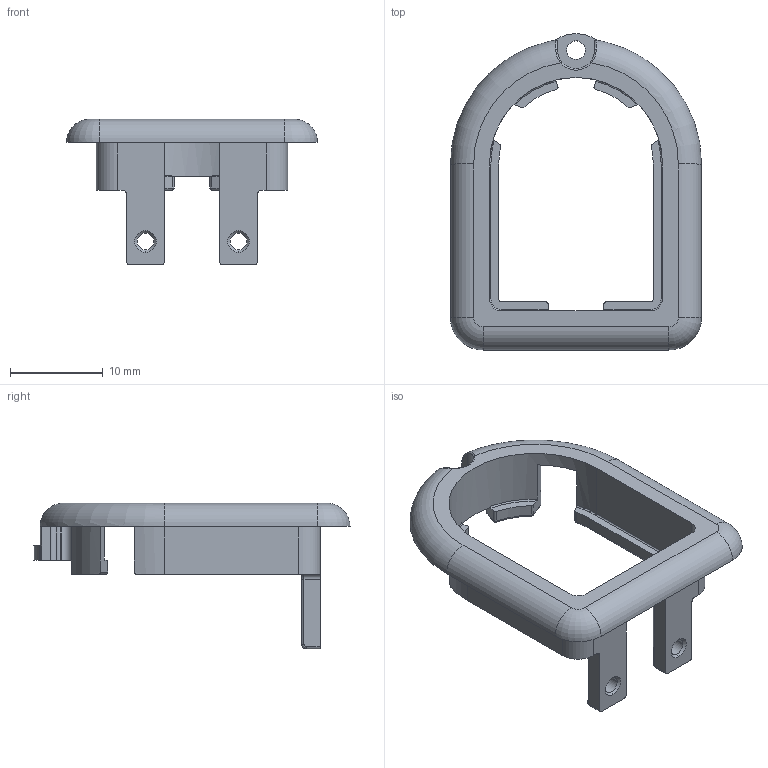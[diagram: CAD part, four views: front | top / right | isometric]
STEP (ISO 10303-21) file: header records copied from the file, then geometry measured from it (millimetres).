
FILE_DESCRIPTION (( 'STEP AP203' ), '1' );
FILE_NAME ('AcrylicClip4.STEP', '2019-11-07T21:17:01', ( '' ), ( '' ), 'SwSTEP 2.0', 'SolidWorks 2018', '' );
FILE_SCHEMA (( 'CONFIG_CONTROL_DESIGN' ));
Length unit declared in the file: millimetre
Products named in the file (1): AcrylicClip4
Bounding box: 27 x 33.99 x 15.65 mm (x, y, z)
Volume: 1218.9 mm3; surface area: 2279.7 mm2
Topology: 1 solids, 1 shells, 182 faces, 479 edges, 296 vertices
Faces by surface type: cylinder 80, plane 43, torus 39, sphere 8, cone 8, bspline 4
Entity records: 5949 total; most frequent: CARTESIAN_POINT 1276, DIRECTION 1042, ORIENTED_EDGE 950, EDGE_CURVE 475, AXIS2_PLACEMENT_3D 422, VERTEX_POINT 294, CIRCLE 243, LINE 198
